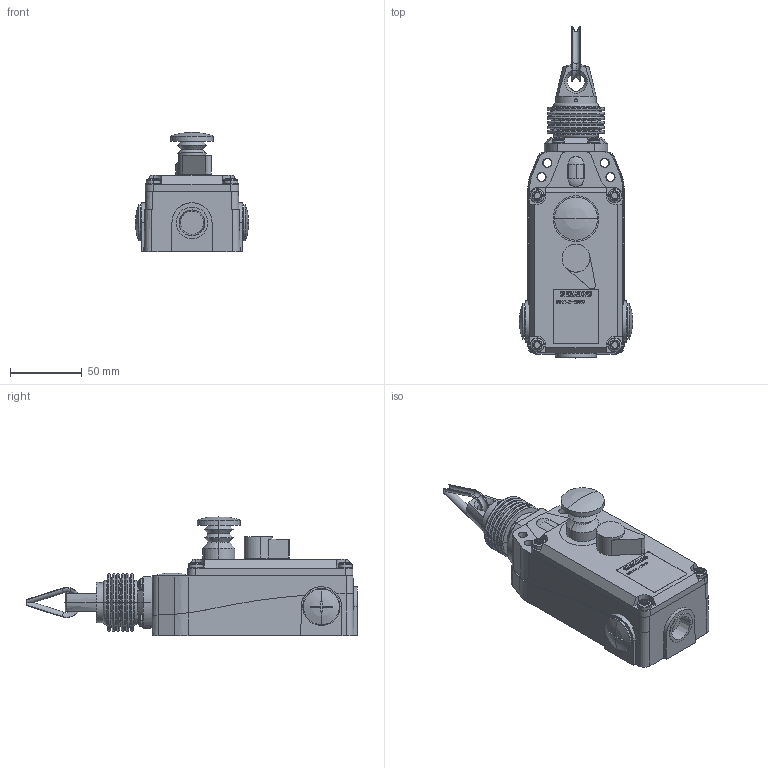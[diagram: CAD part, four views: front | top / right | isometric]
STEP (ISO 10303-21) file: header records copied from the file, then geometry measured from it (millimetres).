
FILE_DESCRIPTION(('STEP AP214'),'1');
FILE_NAME('cctmp_3334618E-8FF8-4A22-88CB-E50A26383FD0_2023_07_21_12_44_24_0211..stp','2023-07-21T10:44:25',('SIEMENS A&D'),('CADClick - www.CADClick.com'),'Spatial InterOp 3D postprocessed',' ','unknown authorization');
FILE_SCHEMA(('AUTOMOTIVE_DESIGN'));
Length unit declared in the file: millimetre
Products named in the file (3): cc_unnamed; 2023_07_21_12_44_24_0168; 2023_07_21_12_44_24_0164
Assembly tree (2 placements, depth 2):
  cc_unnamed
    2023_07_21_12_44_24_0168
    2023_07_21_12_44_24_0164
Bounding box: 78.98 x 231.32 x 83 mm (x, y, z)
Volume: 515076.4 mm3; surface area: 64153.4 mm2
Topology: 2 solids, 10 shells, 1068 faces, 2759 edges, 1768 vertices
Faces by surface type: plane 608, cylinder 264, torus 108, cone 78, sphere 10
Entity records: 36131 total; most frequent: CARTESIAN_POINT 6050, DIRECTION 5773, ORIENTED_EDGE 5506, EDGE_CURVE 2753, AXIS2_PLACEMENT_3D 1997, LINE 1779, VECTOR 1779, VERTEX_POINT 1768
